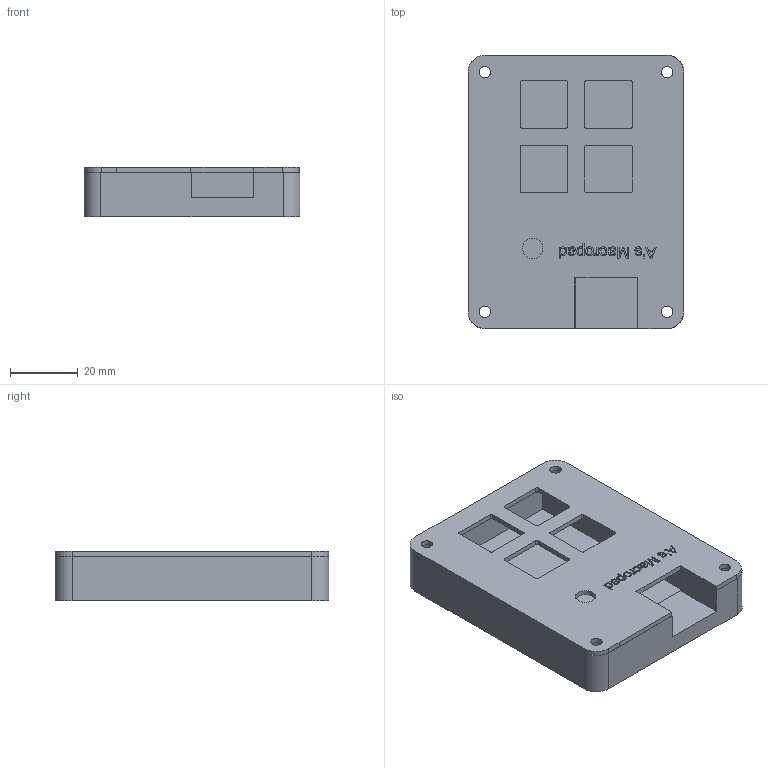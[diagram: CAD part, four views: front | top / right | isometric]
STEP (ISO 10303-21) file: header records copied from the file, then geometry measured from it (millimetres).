
FILE_DESCRIPTION(/* description */ (''),/* implementation_level */ '2;1');
FILE_NAME(/* name */ 'Case.step',/* time_stamp */ '2025-06-10T22:26:09-04:00',/* author */ (''),/* organization */ (''),/* preprocessor_version */ 'ST-DEVELOPER v20.1',/* originating_system */ 'Autodesk Translation Framework v14.10.0.0',/* authorisation */ '');
FILE_SCHEMA (('AUTOMOTIVE_DESIGN { 1 0 10303 214 3 1 1 }'));
Length unit declared in the file: millimetre
Products named in the file (2): OLED-Hackpad; A's hackpad
Bounding box: 63.7 x 80.7 x 14.5 mm (x, y, z)
Volume: 43184.9 mm3; surface area: 25366 mm2
Topology: 2 solids, 2 shells, 335 faces, 930 edges, 620 vertices
Faces by surface type: bspline 177, plane 121, cylinder 37
Full cylindrical faces by diameter (mm): 3.4 x8, 6 x5
Entity records: 12432 total; most frequent: CARTESIAN_POINT 4897, ORIENTED_EDGE 1860, DIRECTION 972, EDGE_CURVE 930, VERTEX_POINT 620, LINE 502, VECTOR 502, EDGE_LOOP 382
